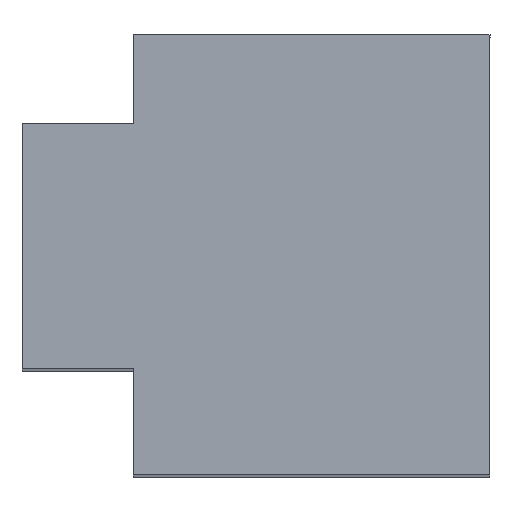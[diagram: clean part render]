
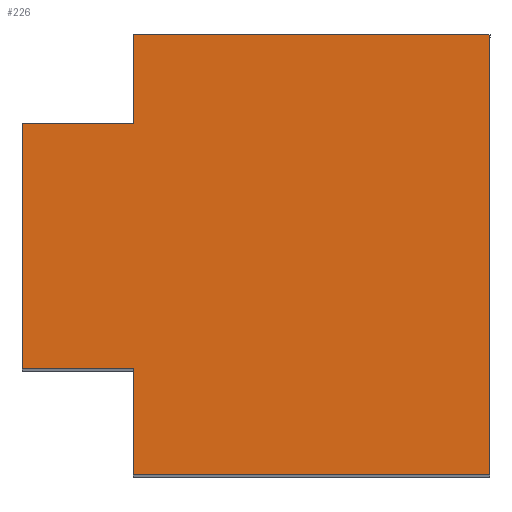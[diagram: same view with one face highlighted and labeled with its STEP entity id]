
A CAD part, top view. The second image highlights one B-rep face of the part: STEP entity #226.
In plain terms, the highlighted planar face has unit normal (0, 0, 1).
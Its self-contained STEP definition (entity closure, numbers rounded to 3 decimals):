
#32=FACE_OUTER_BOUND('',#46,.T.);
#46=EDGE_LOOP('',(#194,#195,#196,#197,#198,#199,#200,#201));
#50=LINE('',#323,#76);
#54=LINE('',#330,#80);
#62=LINE('',#346,#88);
#64=LINE('',#350,#90);
#66=LINE('',#356,#92);
#68=LINE('',#361,#94);
#70=LINE('',#364,#96);
#73=LINE('',#374,#99);
#76=VECTOR('',#263,10.);
#80=VECTOR('',#269,10.);
#88=VECTOR('',#281,10.);
#90=VECTOR('',#285,10.);
#92=VECTOR('',#291,10.);
#94=VECTOR('',#295,10.);
#96=VECTOR('',#299,10.);
#99=VECTOR('',#312,10.);
#102=VERTEX_POINT('',#320);
#103=VERTEX_POINT('',#322);
#105=VERTEX_POINT('',#328);
#111=VERTEX_POINT('',#344);
#112=VERTEX_POINT('',#348);
#114=VERTEX_POINT('',#354);
#115=VERTEX_POINT('',#358);
#116=VERTEX_POINT('',#360);
#121=EDGE_CURVE('',#103,#102,#50,.T.);
#125=EDGE_CURVE('',#105,#102,#54,.T.);
#133=EDGE_CURVE('',#105,#111,#62,.T.);
#135=EDGE_CURVE('',#111,#112,#64,.T.);
#138=EDGE_CURVE('',#112,#114,#66,.T.);
#140=EDGE_CURVE('',#116,#115,#68,.T.);
#142=EDGE_CURVE('',#115,#103,#70,.T.);
#147=EDGE_CURVE('',#116,#114,#73,.T.);
#194=ORIENTED_EDGE('',*,*,#121,.T.);
#195=ORIENTED_EDGE('',*,*,#125,.F.);
#196=ORIENTED_EDGE('',*,*,#133,.T.);
#197=ORIENTED_EDGE('',*,*,#135,.T.);
#198=ORIENTED_EDGE('',*,*,#138,.T.);
#199=ORIENTED_EDGE('',*,*,#147,.F.);
#200=ORIENTED_EDGE('',*,*,#140,.T.);
#201=ORIENTED_EDGE('',*,*,#142,.T.);
#214=PLANE('',#255);
#226=ADVANCED_FACE('',(#32),#214,.T.);
#255=AXIS2_PLACEMENT_3D('',#373,#310,#311);
#263=DIRECTION('',(-1.,0.,0.));
#269=DIRECTION('',(0.,1.,0.));
#281=DIRECTION('',(-1.,0.,0.));
#285=DIRECTION('',(0.,-1.,0.));
#291=DIRECTION('',(1.,0.,0.));
#295=DIRECTION('',(1.,0.,0.));
#299=DIRECTION('',(0.,1.,0.));
#310=DIRECTION('center_axis',(0.,0.,
1.));
#311=DIRECTION('ref_axis',(-1.,0.,0.));
#312=DIRECTION('',(0.,1.,0.));
#320=CARTESIAN_POINT('',(23.999,347.779,94.));
#322=CARTESIAN_POINT('',(31.999,347.779,94.));
#323=CARTESIAN_POINT('',(2.529,347.779,94.));
#328=CARTESIAN_POINT('',(23.999,345.779,94.));
#330=CARTESIAN_POINT('',(23.999,340.464,94.));
#344=CARTESIAN_POINT('',(21.499,345.779,94.));
#346=CARTESIAN_POINT('',(0.759,345.779,94.));
#348=CARTESIAN_POINT('',(21.499,340.279,94.));
#350=CARTESIAN_POINT('',(21.499,341.072,94.));
#354=CARTESIAN_POINT('',(23.999,340.279,94.));
#356=CARTESIAN_POINT('',(2.029,340.279,94.));
#358=CARTESIAN_POINT('',(31.999,337.898,94.));
#360=CARTESIAN_POINT('',(23.999,337.898,94.));
#361=CARTESIAN_POINT('',(9.06,337.898,94.));
#364=CARTESIAN_POINT('',(31.999,345.022,94.));
#373=CARTESIAN_POINT('Origin',(-19.94,342.015,94.));
#374=CARTESIAN_POINT('',(23.999,340.464,94.));
